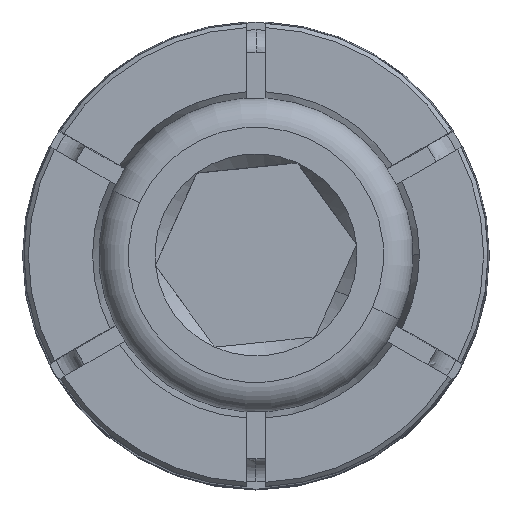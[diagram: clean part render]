
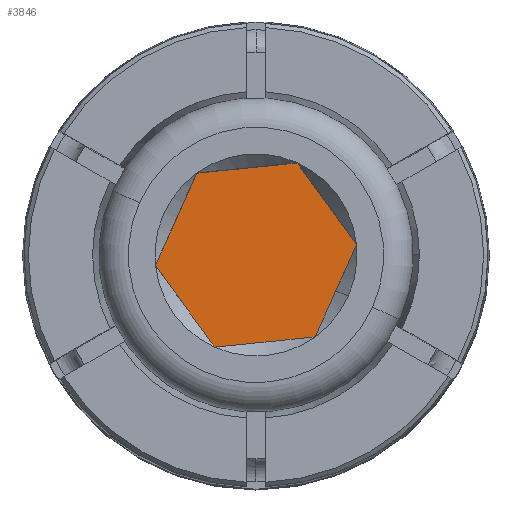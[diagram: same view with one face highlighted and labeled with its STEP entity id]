
A CAD part, top view. The second image highlights one B-rep face of the part: STEP entity #3846.
In plain terms, the highlighted face is planar.
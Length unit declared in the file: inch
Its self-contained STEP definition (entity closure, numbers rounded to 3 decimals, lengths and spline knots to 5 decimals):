
#201 = DIRECTION ( 'NONE',  ( -0.866, -0.5, 0. ) ) ;
#248 = VECTOR ( 'NONE', #3014, 39.37008 ) ;
#277 = LINE ( 'NONE', #6051, #7455 ) ;
#613 = CARTESIAN_POINT ( 'NONE',  ( 0., -0.13638, -1.3189 ) ) ;
#872 = CARTESIAN_POINT ( 'NONE',  ( -0.11811, 0.06819, -1.3189 ) ) ;
#909 = ORIENTED_EDGE ( 'NONE', *, *, #3297, .T. ) ;
#1077 = CARTESIAN_POINT ( 'NONE',  ( 0., -0.13638, -1.3189 ) ) ;
#1509 = EDGE_CURVE ( 'NONE', #2866, #4066, #2832, .T. ) ;
#1581 = DIRECTION ( 'NONE',  ( -1., 0., 0. ) ) ;
#1836 = DIRECTION ( 'NONE',  ( 0.866, 0.5, 0. ) ) ;
#1986 = VERTEX_POINT ( 'NONE', #4039 ) ;
#2832 = LINE ( 'NONE', #6911, #248 ) ;
#2866 = VERTEX_POINT ( 'NONE', #9866 ) ;
#2893 = VERTEX_POINT ( 'NONE', #1077 ) ;
#3014 = DIRECTION ( 'NONE',  ( 0., 1., 0. ) ) ;
#3297 = EDGE_CURVE ( 'NONE', #2893, #2866, #9959, .T. ) ;
#3846 = ADVANCED_FACE ( 'NONE', ( #9472 ), #6457, .T. ) ;
#4039 = CARTESIAN_POINT ( 'NONE',  ( 0.11811, 0.06819, -1.3189 ) ) ;
#4066 = VERTEX_POINT ( 'NONE', #6889 ) ;
#4677 = EDGE_CURVE ( 'NONE', #4736, #1986, #9012, .T. ) ;
#4736 = VERTEX_POINT ( 'NONE', #5335 ) ;
#4978 = VECTOR ( 'NONE', #1836, 39.37008 ) ;
#5319 = LINE ( 'NONE', #9911, #7602 ) ;
#5335 = CARTESIAN_POINT ( 'NONE',  ( 0., 0.13638, -1.3189 ) ) ;
#5570 = VERTEX_POINT ( 'NONE', #7863 ) ;
#6051 = CARTESIAN_POINT ( 'NONE',  ( 0.11811, -0.06819, -1.3189 ) ) ;
#6110 = VECTOR ( 'NONE', #6184, 39.37008 ) ;
#6184 = DIRECTION ( 'NONE',  ( 0.866, -0.5, 0. ) ) ;
#6413 = EDGE_CURVE ( 'NONE', #5570, #2893, #277, .T. ) ;
#6450 = DIRECTION ( 'NONE',  ( -0.866, 0.5, 0. ) ) ;
#6457 = PLANE ( 'NONE',  #9621 ) ;
#6889 = CARTESIAN_POINT ( 'NONE',  ( -0.11811, 0.06819, -1.3189 ) ) ;
#6911 = CARTESIAN_POINT ( 'NONE',  ( -0.11811, -0.06819, -1.3189 ) ) ;
#7398 = CARTESIAN_POINT ( 'NONE',  ( 0.11811, 0.20457, -1.3189 ) ) ;
#7443 = DIRECTION ( 'NONE',  ( 0., 0., -1. ) ) ;
#7455 = VECTOR ( 'NONE', #201, 39.37008 ) ;
#7602 = VECTOR ( 'NONE', #11959, 39.37008 ) ;
#7863 = CARTESIAN_POINT ( 'NONE',  ( 0.11811, -0.06819, -1.3189 ) ) ;
#7968 = EDGE_CURVE ( 'NONE', #1986, #5570, #5319, .T. ) ;
#8379 = ORIENTED_EDGE ( 'NONE', *, *, #4677, .T. ) ;
#8696 = ORIENTED_EDGE ( 'NONE', *, *, #1509, .T. ) ;
#9012 = LINE ( 'NONE', #11174, #6110 ) ;
#9135 = ORIENTED_EDGE ( 'NONE', *, *, #6413, .T. ) ;
#9472 = FACE_OUTER_BOUND ( 'NONE', #11080, .T. ) ;
#9621 = AXIS2_PLACEMENT_3D ( 'NONE', #7398, #7443, #1581 ) ;
#9624 = ORIENTED_EDGE ( 'NONE', *, *, #9742, .T. ) ;
#9742 = EDGE_CURVE ( 'NONE', #4066, #4736, #10274, .T. ) ;
#9866 = CARTESIAN_POINT ( 'NONE',  ( -0.11811, -0.06819, -1.3189 ) ) ;
#9911 = CARTESIAN_POINT ( 'NONE',  ( 0.11811, 0.06819, -1.3189 ) ) ;
#9959 = LINE ( 'NONE', #613, #12627 ) ;
#10037 = ORIENTED_EDGE ( 'NONE', *, *, #7968, .T. ) ;
#10274 = LINE ( 'NONE', #872, #4978 ) ;
#11080 = EDGE_LOOP ( 'NONE', ( #9624, #8379, #10037, #9135, #909, #8696 ) ) ;
#11174 = CARTESIAN_POINT ( 'NONE',  ( 0., 0.13638, -1.3189 ) ) ;
#11959 = DIRECTION ( 'NONE',  ( 0., -1., 0. ) ) ;
#12627 = VECTOR ( 'NONE', #6450, 39.37008 ) ;
